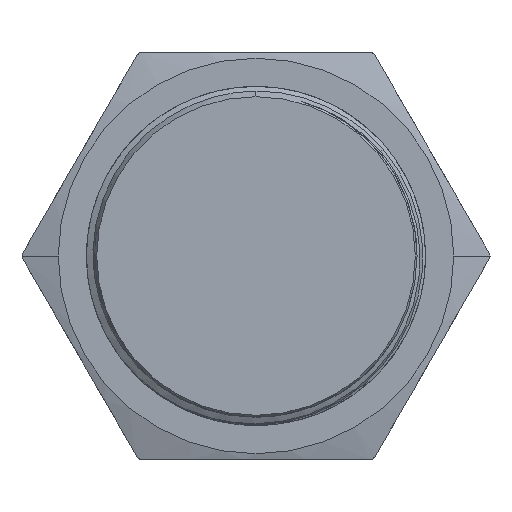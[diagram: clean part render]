
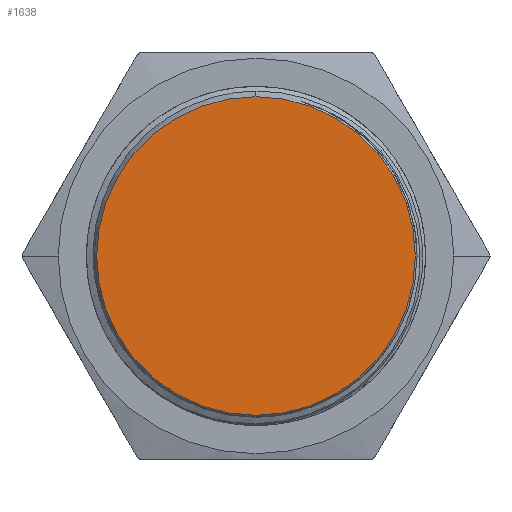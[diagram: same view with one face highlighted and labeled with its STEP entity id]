
A CAD part, front view. The second image highlights one B-rep face of the part: STEP entity #1638.
In plain terms, the highlighted planar face has unit normal (0, -1, 0).
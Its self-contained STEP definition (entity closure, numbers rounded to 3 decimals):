
#758=CIRCLE('',#17584,14.1);
#769=CIRCLE('',#17606,14.1);
#1638=ADVANCED_FACE('',(#3189),#2465,.F.);
#2465=PLANE('',#17607);
#3189=FACE_OUTER_BOUND('',#4059,.T.);
#4059=EDGE_LOOP('',(#10098,#10099));
#10098=ORIENTED_EDGE('',*,*,#14787,.F.);
#10099=ORIENTED_EDGE('',*,*,#14743,.F.);
#12346=VERTEX_POINT('',#28404);
#12347=VERTEX_POINT('',#28406);
#14743=EDGE_CURVE('',#12346,#12347,#758,.T.);
#14787=EDGE_CURVE('',#12347,#12346,#769,.T.);
#17584=AXIS2_PLACEMENT_3D('',#28405,#20811,#20812);
#17606=AXIS2_PLACEMENT_3D('',#28579,#20869,#20870);
#17607=AXIS2_PLACEMENT_3D('',#28580,#20871,#20872);
#20811=DIRECTION('',(0.,1.,0.));
#20812=DIRECTION('',(0.,0.,1.));
#20869=DIRECTION('',(0.,1.,0.));
#20870=DIRECTION('',(0.,0.,-1.));
#20871=DIRECTION('',(0.,1.,0.));
#20872=DIRECTION('',(1.,0.,0.));
#28404=CARTESIAN_POINT('',(0.,-5.,14.1));
#28405=CARTESIAN_POINT('',(0.,-5.,0.));
#28406=CARTESIAN_POINT('',(0.,-5.,-14.1));
#28579=CARTESIAN_POINT('',(0.,-5.,0.));
#28580=CARTESIAN_POINT('',(-18.5,-5.,-16.075));
